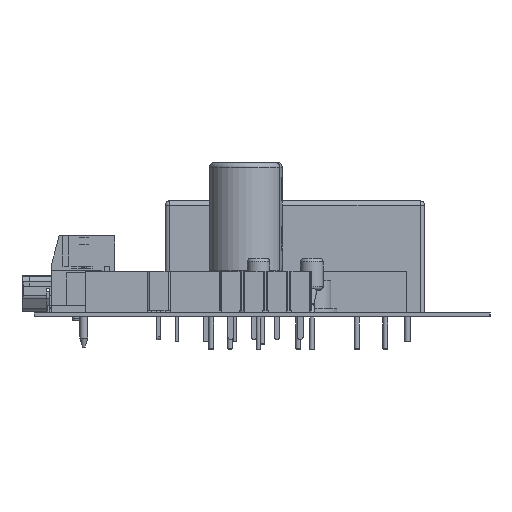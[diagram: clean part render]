
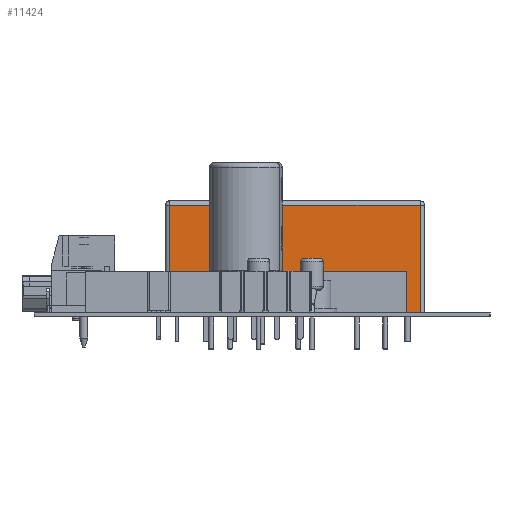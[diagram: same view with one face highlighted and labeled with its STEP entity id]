
A CAD part, left-side view. The second image highlights one B-rep face of the part: STEP entity #11424.
In plain terms, the highlighted face is planar.
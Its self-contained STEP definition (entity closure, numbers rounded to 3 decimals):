
#11346 = EDGE_CURVE('',#11347,#11349,#11351,.T.);
#11347 = VERTEX_POINT('',#11348);
#11348 = CARTESIAN_POINT('',(-13.75,-5.05,0.));
#11349 = VERTEX_POINT('',#11350);
#11350 = CARTESIAN_POINT('',(-13.75,-5.05,-11.8));
#11351 = LINE('',#11352,#11353);
#11352 = CARTESIAN_POINT('',(-13.75,-5.05,0.));
#11353 = VECTOR('',#11354,1.);
#11354 = DIRECTION('',(0.,0.,-1.));
#11405 = VERTEX_POINT('',#11406);
#11406 = CARTESIAN_POINT('',(13.75,-5.05,-11.8));
#11413 = EDGE_CURVE('',#11349,#11405,#11414,.T.);
#11414 = LINE('',#11415,#11416);
#11415 = CARTESIAN_POINT('',(-13.75,-5.05,-11.8));
#11416 = VECTOR('',#11417,1.);
#11417 = DIRECTION('',(1.,0.,0.));
#11424 = ADVANCED_FACE('',(#11425),#11443,.F.);
#11425 = FACE_BOUND('',#11426,.F.);
#11426 = EDGE_LOOP('',(#11427,#11435,#11436,#11437));
#11427 = ORIENTED_EDGE('',*,*,#11428,.F.);
#11428 = EDGE_CURVE('',#11405,#11429,#11431,.T.);
#11429 = VERTEX_POINT('',#11430);
#11430 = CARTESIAN_POINT('',(13.75,-5.05,0.));
#11431 = LINE('',#11432,#11433);
#11432 = CARTESIAN_POINT('',(13.75,-5.05,-11.8));
#11433 = VECTOR('',#11434,1.);
#11434 = DIRECTION('',(0.,0.,1.));
#11435 = ORIENTED_EDGE('',*,*,#11413,.F.);
#11436 = ORIENTED_EDGE('',*,*,#11346,.F.);
#11437 = ORIENTED_EDGE('',*,*,#11438,.T.);
#11438 = EDGE_CURVE('',#11347,#11429,#11439,.T.);
#11439 = LINE('',#11440,#11441);
#11440 = CARTESIAN_POINT('',(-13.75,-5.05,0.));
#11441 = VECTOR('',#11442,1.);
#11442 = DIRECTION('',(1.,0.,0.));
#11443 = PLANE('',#11444);
#11444 = AXIS2_PLACEMENT_3D('',#11445,#11446,#11447);
#11445 = CARTESIAN_POINT('',(0.,-5.05,0.));
#11446 = DIRECTION('',(0.,1.,0.));
#11447 = DIRECTION('',(1.,0.,0.));
